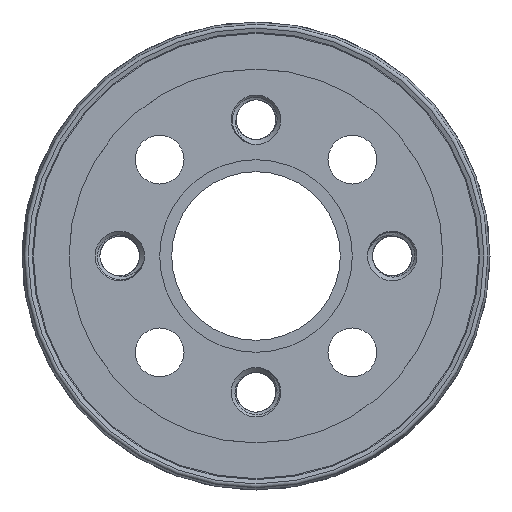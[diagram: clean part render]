
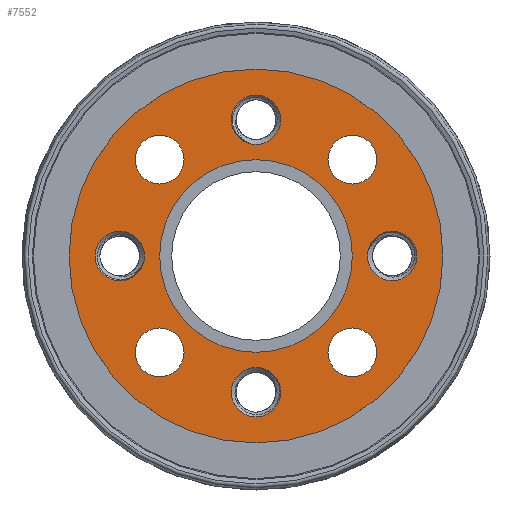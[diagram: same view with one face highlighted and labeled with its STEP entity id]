
A CAD part, left-side view. The second image highlights one B-rep face of the part: STEP entity #7552.
In plain terms, the highlighted planar face has unit normal (-1, 0, 0).
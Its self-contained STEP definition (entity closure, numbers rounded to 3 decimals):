
#45=FACE_BOUND('',#1198,.T.);
#46=FACE_BOUND('',#1199,.T.);
#47=FACE_BOUND('',#1200,.T.);
#48=FACE_BOUND('',#1201,.T.);
#49=FACE_BOUND('',#1202,.T.);
#50=FACE_BOUND('',#1203,.T.);
#51=FACE_BOUND('',#1204,.T.);
#52=FACE_BOUND('',#1205,.T.);
#53=FACE_BOUND('',#1206,.T.);
#141=PLANE('',#8283);
#799=FACE_OUTER_BOUND('',#1197,.T.);
#1197=EDGE_LOOP('',(#6732));
#1198=EDGE_LOOP('',(#6733));
#1199=EDGE_LOOP('',(#6734));
#1200=EDGE_LOOP('',(#6735));
#1201=EDGE_LOOP('',(#6736));
#1202=EDGE_LOOP('',(#6737));
#1203=EDGE_LOOP('',(#6738));
#1204=EDGE_LOOP('',(#6739));
#1205=EDGE_LOOP('',(#6740));
#1206=EDGE_LOOP('',(#6741));
#1579=CIRCLE('',#7772,8.);
#1607=CIRCLE('',#7817,15.523);
#1608=CIRCLE('',#7819,2.05);
#1610=CIRCLE('',#7823,2.05);
#1612=CIRCLE('',#7827,2.05);
#1614=CIRCLE('',#7831,2.05);
#1618=CIRCLE('',#7838,2.025);
#1620=CIRCLE('',#7841,2.025);
#1622=CIRCLE('',#7844,2.025);
#1624=CIRCLE('',#7847,2.025);
#3229=VERTEX_POINT('',#20011);
#3265=VERTEX_POINT('',#20687);
#3267=VERTEX_POINT('',#20716);
#3269=VERTEX_POINT('',#20816);
#3273=VERTEX_POINT('',#20908);
#3277=VERTEX_POINT('',#20998);
#3282=VERTEX_POINT('',#21083);
#3284=VERTEX_POINT('',#21089);
#3286=VERTEX_POINT('',#21095);
#3288=VERTEX_POINT('',#21101);
#4122=EDGE_CURVE('',#3229,#3229,#1579,.T.);
#4183=EDGE_CURVE('',#3265,#3265,#1607,.T.);
#4186=EDGE_CURVE('',#3267,#3267,#1608,.T.);
#4195=EDGE_CURVE('',#3269,#3269,#1610,.T.);
#4205=EDGE_CURVE('',#3273,#3273,#1612,.T.);
#4215=EDGE_CURVE('',#3277,#3277,#1614,.T.);
#4225=EDGE_CURVE('',#3282,#3282,#1618,.T.);
#4228=EDGE_CURVE('',#3284,#3284,#1620,.T.);
#4231=EDGE_CURVE('',#3286,#3286,#1622,.T.);
#4234=EDGE_CURVE('',#3288,#3288,#1624,.T.);
#6732=ORIENTED_EDGE('',*,*,#4183,.T.);
#6733=ORIENTED_EDGE('',*,*,#4122,.F.);
#6734=ORIENTED_EDGE('',*,*,#4215,.T.);
#6735=ORIENTED_EDGE('',*,*,#4205,.T.);
#6736=ORIENTED_EDGE('',*,*,#4195,.T.);
#6737=ORIENTED_EDGE('',*,*,#4186,.T.);
#6738=ORIENTED_EDGE('',*,*,#4228,.T.);
#6739=ORIENTED_EDGE('',*,*,#4231,.T.);
#6740=ORIENTED_EDGE('',*,*,#4225,.T.);
#6741=ORIENTED_EDGE('',*,*,#4234,.T.);
#7552=ADVANCED_FACE('',(#799,#45,#46,#47,#48,#49,#50,#51,#52,#53),#141,
 .T.);
#7772=AXIS2_PLACEMENT_3D('',#20013,#8807,#8808);
#7817=AXIS2_PLACEMENT_3D('',#20689,#8914,#8915);
#7819=AXIS2_PLACEMENT_3D('',#20718,#8919,#8920);
#7823=AXIS2_PLACEMENT_3D('',#20818,#8929,#8930);
#7827=AXIS2_PLACEMENT_3D('',#20910,#8939,#8940);
#7831=AXIS2_PLACEMENT_3D('',#21000,#8949,#8950);
#7838=AXIS2_PLACEMENT_3D('',#21084,#8965,#8966);
#7841=AXIS2_PLACEMENT_3D('',#21090,#8972,#8973);
#7844=AXIS2_PLACEMENT_3D('',#21096,#8979,#8980);
#7847=AXIS2_PLACEMENT_3D('',#21102,#8986,#8987);
#8283=AXIS2_PLACEMENT_3D('',#22260,#10195,#10196);
#8807=DIRECTION('center_axis',(-1.,0.,0.));
#8808=DIRECTION('ref_axis',(0.,0.,1.));
#8914=DIRECTION('center_axis',(-1.,0.,0.));
#8915=DIRECTION('ref_axis',(0.,0.,1.));
#8919=DIRECTION('center_axis',(1.,0.,0.));
#8920=DIRECTION('ref_axis',(0.,0.,1.));
#8929=DIRECTION('center_axis',(1.,0.,0.));
#8930=DIRECTION('ref_axis',(0.,0.,1.));
#8939=DIRECTION('center_axis',(1.,0.,0.));
#8940=DIRECTION('ref_axis',(0.,0.,1.));
#8949=DIRECTION('center_axis',(1.,0.,0.));
#8950=DIRECTION('ref_axis',(0.,0.,1.));
#8965=DIRECTION('center_axis',(1.,0.,0.));
#8966=DIRECTION('ref_axis',(0.,0.,-1.));
#8972=DIRECTION('center_axis',(1.,0.,0.));
#8973=DIRECTION('ref_axis',(0.,0.,-1.));
#8979=DIRECTION('center_axis',(1.,0.,0.));
#8980=DIRECTION('ref_axis',(0.,0.,-1.));
#8986=DIRECTION('center_axis',(1.,0.,0.));
#8987=DIRECTION('ref_axis',(0.,0.,-1.));
#10195=DIRECTION('center_axis',(-1.,0.,0.));
#10196=DIRECTION('ref_axis',(0.,0.,1.));
#20011=CARTESIAN_POINT('',(7.332,0.,-8.));
#20013=CARTESIAN_POINT('Origin',(7.332,0.,0.));
#20687=CARTESIAN_POINT('',(7.332,0.,15.523));
#20689=CARTESIAN_POINT('Origin',(7.332,0.,0.));
#20716=CARTESIAN_POINT('',(7.332,-11.314,-2.05));
#20718=CARTESIAN_POINT('Origin',(7.332,-11.314,0.));
#20816=CARTESIAN_POINT('',(7.332,0.,9.264));
#20818=CARTESIAN_POINT('Origin',(7.332,0.,11.314));
#20908=CARTESIAN_POINT('',(7.332,0.,-13.364));
#20910=CARTESIAN_POINT('Origin',(7.332,0.,-11.314));
#20998=CARTESIAN_POINT('',(7.332,11.314,-2.05));
#21000=CARTESIAN_POINT('Origin',(7.332,11.314,0.));
#21083=CARTESIAN_POINT('',(7.332,8.,10.025));
#21084=CARTESIAN_POINT('Origin',(7.332,8.,8.));
#21089=CARTESIAN_POINT('',(7.332,-8.,-5.975));
#21090=CARTESIAN_POINT('Origin',(7.332,-8.,-8.));
#21095=CARTESIAN_POINT('',(7.332,8.,-5.975));
#21096=CARTESIAN_POINT('Origin',(7.332,8.,-8.));
#21101=CARTESIAN_POINT('',(7.332,-8.,10.025));
#21102=CARTESIAN_POINT('Origin',(7.332,-8.,8.));
#22260=CARTESIAN_POINT('Origin',(7.332,0.,0.));
